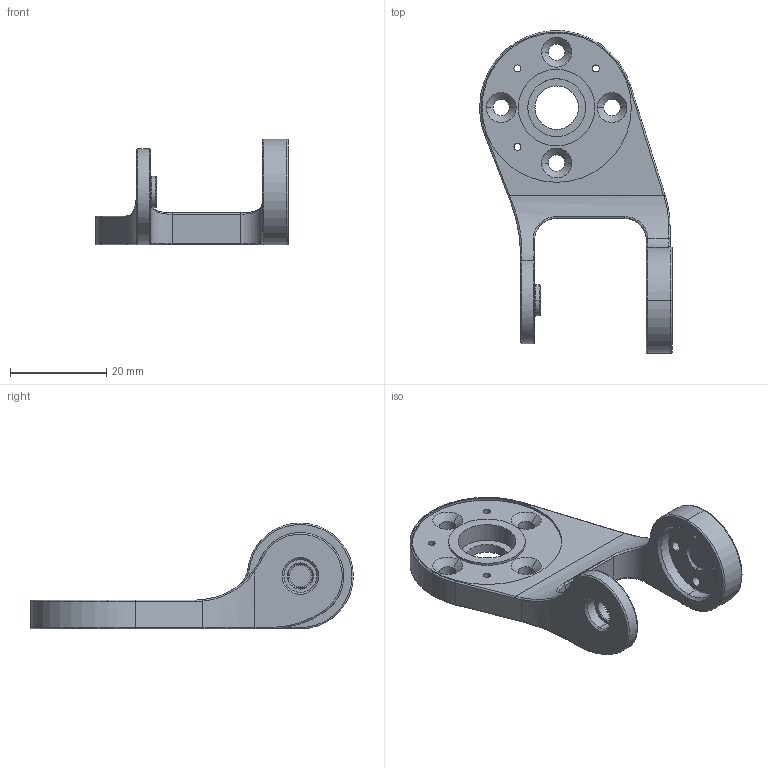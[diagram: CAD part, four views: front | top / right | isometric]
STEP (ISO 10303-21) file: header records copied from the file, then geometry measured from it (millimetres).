
FILE_DESCRIPTION (( 'STEP AP203' ), '1' );
FILE_NAME ('EN02-PROXIMAL_PHALANX-M.STEP', '2025-06-02T20:47:26', ( '' ), ( '' ), 'SwSTEP 2.0', 'SolidWorks 2024', '' );
FILE_SCHEMA (( 'CONFIG_CONTROL_DESIGN' ));
Length unit declared in the file: millimetre
Products named in the file (1): EN02-PROXIMAL_PHALANX-M
Bounding box: 40.03 x 66.96 x 22 mm (x, y, z)
Volume: 8712.9 mm3; surface area: 5825.4 mm2
Topology: 1 solids, 1 shells, 150 faces, 355 edges, 212 vertices
Faces by surface type: cylinder 63, torus 35, cone 22, plane 17, bspline 13
Entity records: 4902 total; most frequent: CARTESIAN_POINT 1258, DIRECTION 826, ORIENTED_EDGE 706, AXIS2_PLACEMENT_3D 362, EDGE_CURVE 353, CIRCLE 224, VERTEX_POINT 212, EDGE_LOOP 183
